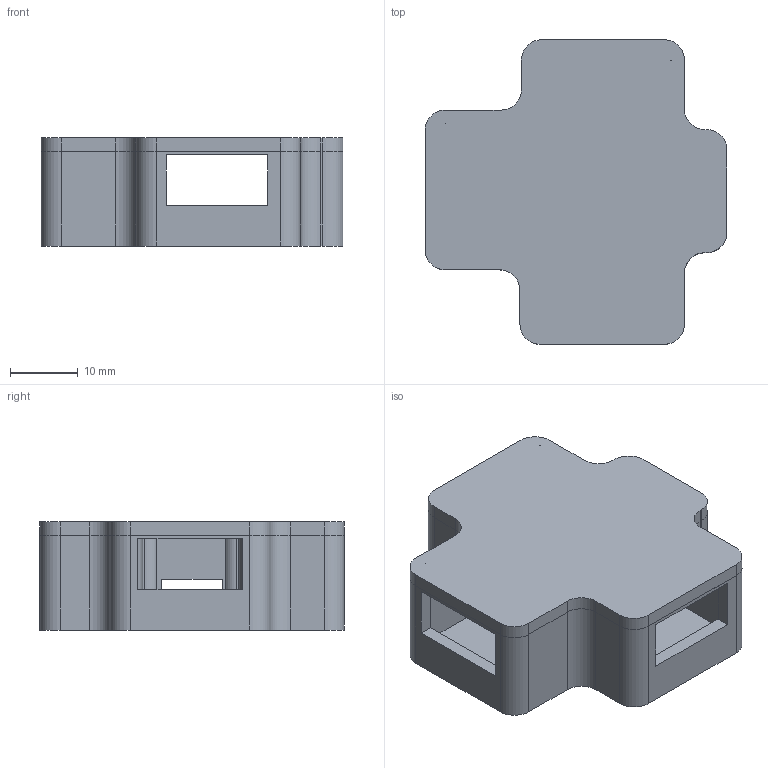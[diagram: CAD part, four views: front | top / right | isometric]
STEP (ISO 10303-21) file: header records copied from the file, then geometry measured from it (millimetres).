
FILE_DESCRIPTION(/* description */ (''),/* implementation_level */ '2;1');
FILE_NAME(/* name */ 'actual usb project v3.step',/* time_stamp */ '2024-07-17T19:45:01-04:00',/* author */ (''),/* organization */ (''),/* preprocessor_version */ 'ST-DEVELOPER v20',/* originating_system */ 'Autodesk Translation Framework v13.14.0.145',/* authorisation */ '');
FILE_SCHEMA (('AUTOMOTIVE_DESIGN { 1 0 10303 214 3 1 1 }'));
Length unit declared in the file: millimetre
Products named in the file (3): actual usb project; OBJ_PCB_usb hub 2.obj; top part case
Assembly tree (2 placements, depth 3):
  actual usb project
    OBJ_PCB_usb hub 2.obj
      top part case
Bounding box: 44.56 x 45 x 16 mm (x, y, z)
Volume: 9481.8 mm3; surface area: 10353.6 mm2
Topology: 3 solids, 3 shells, 115 faces, 333 edges, 224 vertices
Faces by surface type: plane 77, cylinder 38
Entity records: 3987 total; most frequent: CARTESIAN_POINT 677, ORIENTED_EDGE 666, DIRECTION 652, EDGE_CURVE 333, LINE 254, VECTOR 254, VERTEX_POINT 224, AXIS2_PLACEMENT_3D 199
